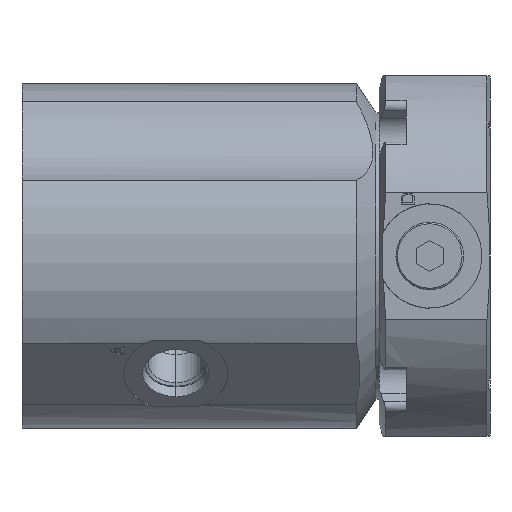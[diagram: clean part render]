
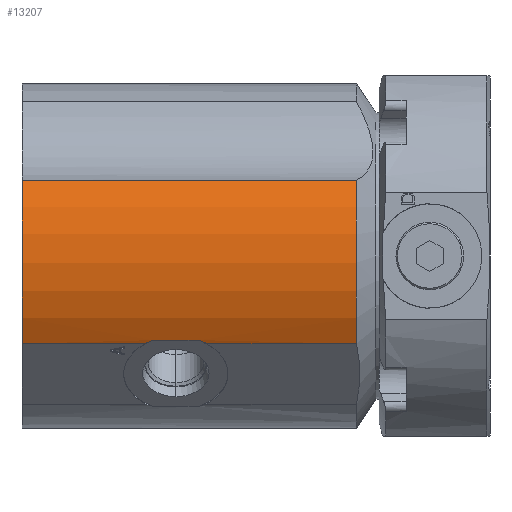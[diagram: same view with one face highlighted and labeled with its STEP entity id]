
A CAD part, left-side view. The second image highlights one B-rep face of the part: STEP entity #13207.
In plain terms, the highlighted cylindrical face has radius 40.64 mm (diameter 81.28 mm), a partial arc.
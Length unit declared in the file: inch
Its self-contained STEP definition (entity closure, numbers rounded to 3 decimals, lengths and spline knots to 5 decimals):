
#4562=CARTESIAN_POINT('',(-1.37664,3.19879,
-0.81539));
#4563=CARTESIAN_POINT('',(-1.3791,3.19215,
-0.81124));
#4564=CARTESIAN_POINT('',(-1.38379,3.17866,
-0.80324));
#4565=CARTESIAN_POINT('',(-1.3902,3.15781,
-0.79209));
#4566=CARTESIAN_POINT('',(-1.39404,3.14359,
-0.78528));
#4567=CARTESIAN_POINT('',(-1.39586,3.13639,
-0.78202));
#4572=DIRECTION('',(0.,-1.,0.));
#4573=VECTOR('',#4572,1.15121);
#4574=CARTESIAN_POINT('',(-1.37664,4.35,-0.81539));
#4575=LINE('',#4574,#4573);
#4579=CARTESIAN_POINT('',(0.,4.35,0.));
#4580=DIRECTION('',(0.,-1.,0.));
#4581=DIRECTION('',(-0.898,0.,0.441));
#4582=AXIS2_PLACEMENT_3D('',#4579,#4580,#4581);
#4587=DIRECTION('',(0.,-1.,0.));
#4588=VECTOR('',#4587,3.10788);
#4589=CARTESIAN_POINT('',(-1.43633,4.35,0.70495));
#4590=LINE('',#4589,#4588);
#4594=DIRECTION('',(0.,-1.,0.));
#4595=VECTOR('',#4594,1.39909);
#4596=CARTESIAN_POINT('',(-1.37664,2.64121,
-0.81539));
#4597=LINE('',#4596,#4595);
#4601=CARTESIAN_POINT('',(-1.39586,2.70361,
-0.78202));
#4602=CARTESIAN_POINT('',(-1.39404,2.69641,
-0.78528));
#4603=CARTESIAN_POINT('',(-1.3902,2.68219,
-0.79209));
#4604=CARTESIAN_POINT('',(-1.38379,2.66134,
-0.80324));
#4605=CARTESIAN_POINT('',(-1.3791,2.64785,
-0.81124));
#4606=CARTESIAN_POINT('',(-1.37664,2.64121,
-0.81539));
#5226=CARTESIAN_POINT('',(-1.37664,1.24212,
-0.81539));
#5243=CARTESIAN_POINT('',(0.,1.24212,0.));
#5244=DIRECTION('',(0.,-1.,0.));
#5245=DIRECTION('',(-0.898,0.,0.441));
#5246=AXIS2_PLACEMENT_3D('',#5243,#5244,#5245);
#5398=DIRECTION('',(0.,-1.,0.));
#5399=VECTOR('',#5398,0.43278);
#5400=CARTESIAN_POINT('',(-1.39586,3.13639,
-0.78202));
#5401=LINE('',#5400,#5399);
#9183=CARTESIAN_POINT('',(-1.43633,4.35,0.70495));
#9185=VERTEX_POINT('',#9183);
#9188=CARTESIAN_POINT('',(-1.43633,1.24212,
0.70495));
#9189=VERTEX_POINT('',#9188);
#9194=CARTESIAN_POINT('',(-1.37664,4.35,-0.81539));
#9195=VERTEX_POINT('',#9194);
#9304=VERTEX_POINT('',#5226);
#9864=CARTESIAN_POINT('',(-1.39586,3.13639,
-0.78202));
#9865=CARTESIAN_POINT('',(-1.39586,2.70361,
-0.78202));
#9866=VERTEX_POINT('',#9864);
#9867=VERTEX_POINT('',#9865);
#9872=VERTEX_POINT('',#4606);
#9874=VERTEX_POINT('',#4562);
#13185=CARTESIAN_POINT('',(0.,4.516,0.));
#13186=DIRECTION('',(0.,-1.,0.));
#13187=DIRECTION('',(0.,0.,1.));
#13188=AXIS2_PLACEMENT_3D('',#13185,#13186,#13187);
#13189=CYLINDRICAL_SURFACE('',#13188,1.6);
#13191=ORIENTED_EDGE('',*,*,#13190,.F.);
#13193=ORIENTED_EDGE('',*,*,#13192,.F.);
#13195=ORIENTED_EDGE('',*,*,#13194,.F.);
#13196=ORIENTED_EDGE('',*,*,#13085,.F.);
#13198=ORIENTED_EDGE('',*,*,#13197,.T.);
#13200=ORIENTED_EDGE('',*,*,#13199,.T.);
#13202=ORIENTED_EDGE('',*,*,#13201,.F.);
#13204=ORIENTED_EDGE('',*,*,#13203,.F.);
#13205=EDGE_LOOP('',(#13191,#13193,#13195,#13196,#13198,#13200,#13202,#13204));
#13206=FACE_OUTER_BOUND('',#13205,.F.);
#4568=B_SPLINE_CURVE_WITH_KNOTS('',3,(#4562,#4563,#4564,#4565,#4566,#4567),
.UNSPECIFIED.,.F.,.F.,(4,1,1,4),(0.,0.33333,0.66667,1.),
.UNSPECIFIED.);
#4583=CIRCLE('',#4582,1.6);
#4607=B_SPLINE_CURVE_WITH_KNOTS('',3,(#4601,#4602,#4603,#4604,#4605,#4606),
.UNSPECIFIED.,.F.,.F.,(4,1,1,4),(0.,0.33333,0.66667,1.),
.UNSPECIFIED.);
#5247=CIRCLE('',#5246,1.6);
#13085=EDGE_CURVE('',#9185,#9195,#4583,.T.);
#13190=EDGE_CURVE('',#9866,#9867,#5401,.T.);
#13192=EDGE_CURVE('',#9874,#9866,#4568,.T.);
#13194=EDGE_CURVE('',#9195,#9874,#4575,.T.);
#13197=EDGE_CURVE('',#9185,#9189,#4590,.T.);
#13199=EDGE_CURVE('',#9189,#9304,#5247,.T.);
#13201=EDGE_CURVE('',#9872,#9304,#4597,.T.);
#13203=EDGE_CURVE('',#9867,#9872,#4607,.T.);
#13207=ADVANCED_FACE('',(#13206),#13189,.T.);
